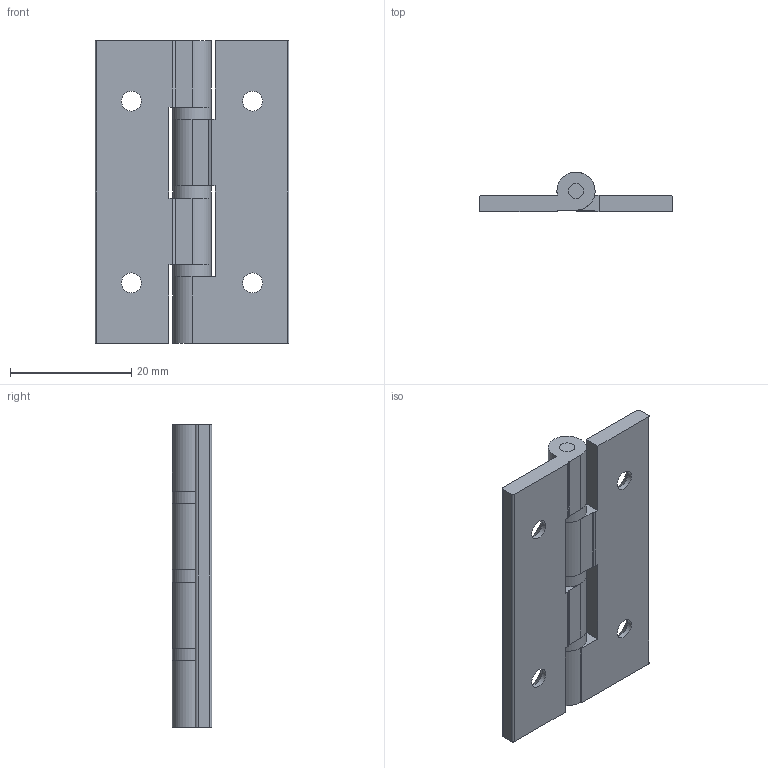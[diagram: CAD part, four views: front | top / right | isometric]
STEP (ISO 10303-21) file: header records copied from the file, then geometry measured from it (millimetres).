
FILE_DESCRIPTION(/* description */ (''),/* implementation_level */ '2;1');
FILE_NAME(/* name */ 'HA5032.stp',/* time_stamp */ '2024-01-26T16:07:38+09:00',/* author */ ('user'),/* organization */ (''),/* preprocessor_version */ 'ST-DEVELOPER v15.6',/* originating_system */ 'Autodesk Inventor 2015',/* authorisation */ '');
FILE_SCHEMA (('AUTOMOTIVE_DESIGN { 1 0 10303 214 3 1 1 }'));
Length unit declared in the file: millimetre
Products named in the file (5): HA5032_L; HA5032_P; HA5032_R; HA5032_W; HA5032
Bounding box: 32 x 6.5 x 50 mm (x, y, z)
Volume: 4833.8 mm3; surface area: 5173.2 mm2
Topology: 6 solids, 6 shells, 65 faces, 159 edges, 106 vertices
Faces by surface type: plane 32, cylinder 29, cone 4
Full cylindrical faces by diameter (mm): 2.5 x8, 3.3 x4, 6.3 x3
Entity records: 1824 total; most frequent: DIRECTION 318, CARTESIAN_POINT 290, ORIENTED_EDGE 256, EDGE_CURVE 128, AXIS2_PLACEMENT_3D 122, VERTEX_POINT 94, EDGE_LOOP 90, LINE 74
